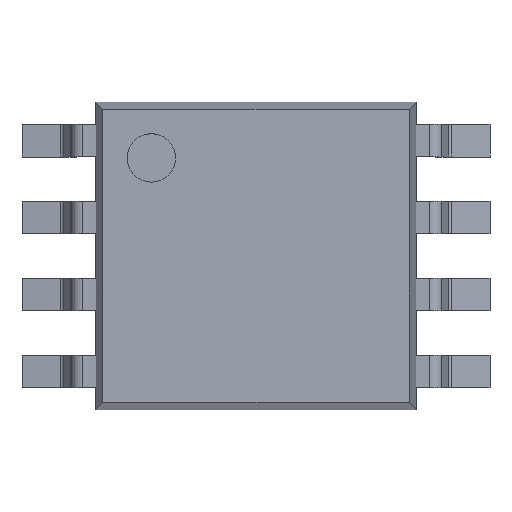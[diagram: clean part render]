
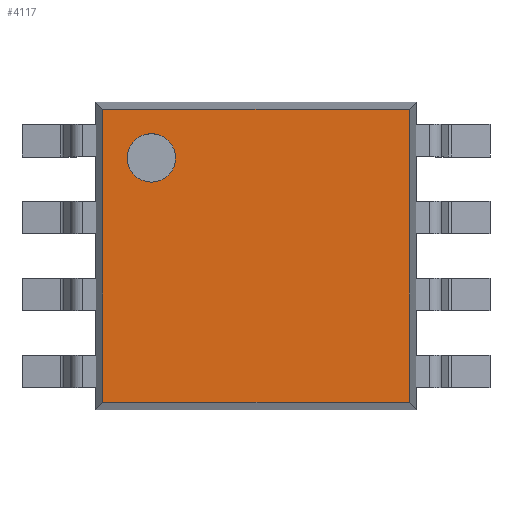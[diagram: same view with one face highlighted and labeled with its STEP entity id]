
A CAD part, top view. The second image highlights one B-rep face of the part: STEP entity #4117.
In plain terms, the highlighted planar face has unit normal (0, 0, 1).
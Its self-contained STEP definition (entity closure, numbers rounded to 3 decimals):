
#3801=CARTESIAN_POINT('',(-1.327,1.617,2.0));
#3802=VERTEX_POINT('',#3801);
#3818=CARTESIAN_POINT('',(-2.127,1.617,2.0));
#3819=VERTEX_POINT('',#3818);
#3826=CARTESIAN_POINT('',(-1.727,1.617,2.0));
#3827=DIRECTION('',(0.0,0.0,-1.0));
#3828=DIRECTION('',(1.0,0.0,0.0));
#3829=AXIS2_PLACEMENT_3D('',#3826,#3827,#3828);
#3830=CIRCLE('',#3829,0.4);
#3831=EDGE_CURVE('',#3802,#3819,#3830,.T.);
#3842=CARTESIAN_POINT('',(-1.727,1.617,2.0));
#3843=DIRECTION('',(0.0,0.0,-1.0));
#3844=DIRECTION('',(1.0,0.0,0.0));
#3845=AXIS2_PLACEMENT_3D('',#3842,#3843,#3844);
#3846=CIRCLE('',#3845,0.4);
#3847=EDGE_CURVE('',#3819,#3802,#3846,.T.);
#4012=CARTESIAN_POINT('',(2.527,2.417,2.0));
#4013=VERTEX_POINT('',#4012);
#4020=CARTESIAN_POINT('',(2.527,-2.417,2.0));
#4021=VERTEX_POINT('',#4020);
#4022=CARTESIAN_POINT('',(2.527,2.417,2.0));
#4023=DIRECTION('',(0.0,-1.0,0.0));
#4024=VECTOR('',#4023,4.834);
#4025=LINE('',#4022,#4024);
#4026=EDGE_CURVE('',#4013,#4021,#4025,.T.);
#4043=CARTESIAN_POINT('',(-2.527,2.417,2.));
#4044=VERTEX_POINT('',#4043);
#4051=CARTESIAN_POINT('',(-2.527,2.417,2.));
#4052=DIRECTION('',(1.0,0.0,0.0));
#4053=VECTOR('',#4052,5.054);
#4054=LINE('',#4051,#4053);
#4055=EDGE_CURVE('',#4044,#4013,#4054,.T.);
#4067=CARTESIAN_POINT('',(-2.527,-2.417,2.0));
#4068=VERTEX_POINT('',#4067);
#4075=CARTESIAN_POINT('',(-2.527,-2.417,2.0));
#4076=DIRECTION('',(0.0,1.0,0.0));
#4077=VECTOR('',#4076,4.834);
#4078=LINE('',#4075,#4077);
#4079=EDGE_CURVE('',#4068,#4044,#4078,.T.);
#4092=CARTESIAN_POINT('',(-2.527,-2.417,2.));
#4093=DIRECTION('',(1.0,0.0,0.0));
#4094=VECTOR('',#4093,5.054);
#4095=LINE('',#4092,#4094);
#4096=EDGE_CURVE('',#4021,#4068,#4095,.F.);
#4102=CARTESIAN_POINT('',(0.,-3.76,2.0));
#4103=DIRECTION('',(0.0,0.0,1.0));
#4104=DIRECTION('',(1.0,0.0,0.0));
#4105=AXIS2_PLACEMENT_3D('',#4102,#4103,#4104);
#4106=PLANE('',#4105);
#4107=ORIENTED_EDGE('',*,*,#4026,.F.);
#4108=ORIENTED_EDGE('',*,*,#4055,.F.);
#4109=ORIENTED_EDGE('',*,*,#4079,.F.);
#4110=ORIENTED_EDGE('',*,*,#4096,.F.);
#4111=EDGE_LOOP('',(#4107,#4108,#4109,#4110));
#4112=FACE_OUTER_BOUND('',#4111,.T.);
#4113=ORIENTED_EDGE('',*,*,#3831,.T.);
#4114=ORIENTED_EDGE('',*,*,#3847,.T.);
#4115=EDGE_LOOP('',(#4113,#4114));
#4116=FACE_BOUND('',#4115,.T.);
#4117=ADVANCED_FACE('',(#4112,#4116),#4106,.T.);
